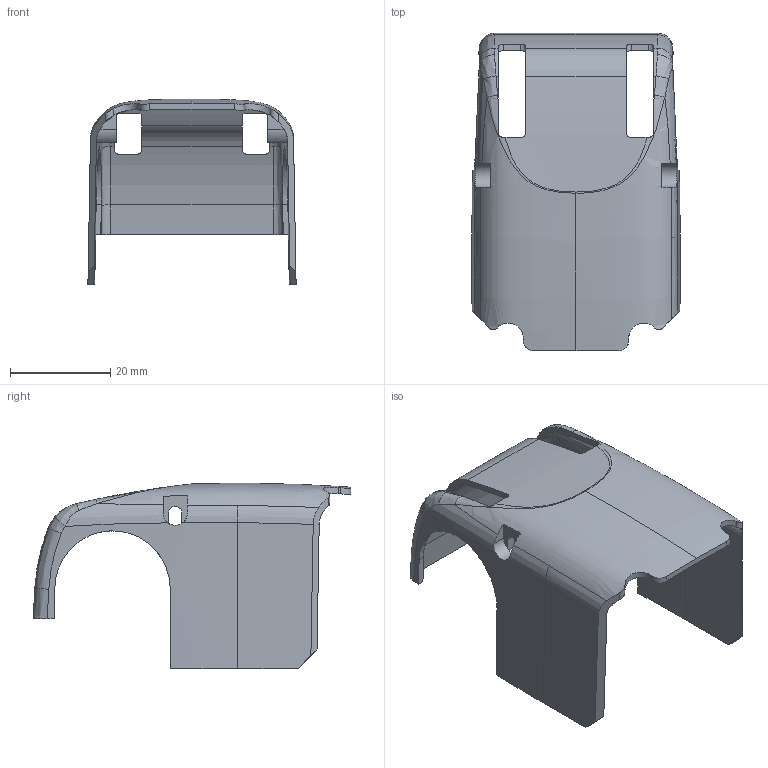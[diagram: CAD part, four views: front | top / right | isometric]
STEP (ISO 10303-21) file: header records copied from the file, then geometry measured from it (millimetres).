
FILE_DESCRIPTION((''),'2;1');
FILE_NAME('PR13_B_CVR_ARM_U','2012-01-20T',('wook jang'),(''),'PRO/ENGINEER BY PARAMETRIC TECHNOLOGY CORPORATION, 2009060','PRO/ENGINEER BY PARAMETRIC TECHNOLOGY CORPORATION, 2009060','');
FILE_SCHEMA(('AUTOMOTIVE_DESIGN_CC06 { 1 0 10303 214 -2 1 8 1 }'));
Length unit declared in the file: millimetre
Products named in the file (1): PR13_B_CVR_ARM_U
Bounding box: 41.5 x 63.3 x 37 mm (x, y, z)
Volume: 6063.7 mm3; surface area: 10652.7 mm2
Topology: 1 solids, 1 shells, 132 faces, 384 edges, 246 vertices
Faces by surface type: plane 46, cylinder 40, bspline 38, cone 4, revolution 4
Entity records: 8351 total; most frequent: CARTESIAN_POINT 3985, ORIENTED_EDGE 768, DIRECTION 486, PRESENTATION_STYLE_ASSIGNMENT 385, STYLED_ITEM 385, CURVE_STYLE 384, EDGE_CURVE 384, VERTEX_POINT 246
